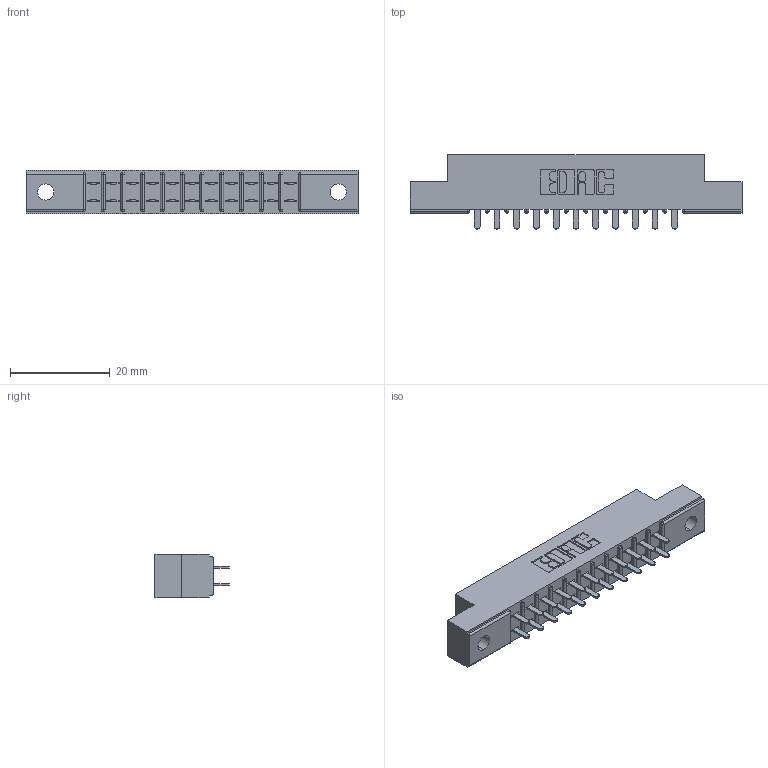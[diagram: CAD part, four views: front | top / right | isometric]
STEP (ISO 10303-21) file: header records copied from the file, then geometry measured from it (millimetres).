
FILE_DESCRIPTION (( 'STEP AP203' ), '1' );
FILE_NAME ('355-022-521-502.STEP', '2019-09-11T04:08:08', ( '' ), ( '' ), 'SwSTEP 2.0', 'SolidWorks 2016', '' );
FILE_SCHEMA (( 'CONFIG_CONTROL_DESIGN' ));
Length unit declared in the file: inch
Products named in the file (3): 305 Part_.128 Dia; 305-290-001_521; 355-022-521-502
Assembly tree (23 placements, depth 2):
  355-022-521-502
    305 Part_.128 Dia
    305-290-001_521  x22
Bounding box: 66.6 x 14.86 x 8.71 mm (x, y, z)
Volume: 3977.2 mm3; surface area: 6880.2 mm2
Topology: 23 solids, 23 shells, 1128 faces, 3209 edges, 2078 vertices
Faces by surface type: plane 662, cylinder 422, sphere 44
Entity records: 15566 total; most frequent: CARTESIAN_POINT 2575, ORIENTED_EDGE 2550, DIRECTION 2515, EDGE_CURVE 1275, LINE 999, VECTOR 999, VERTEX_POINT 818, AXIS2_PLACEMENT_3D 758
